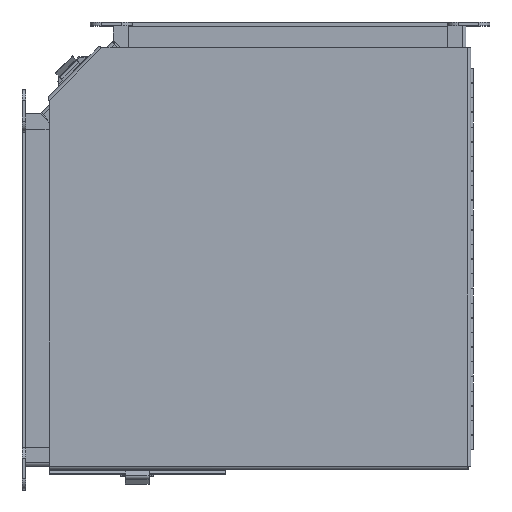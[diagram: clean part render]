
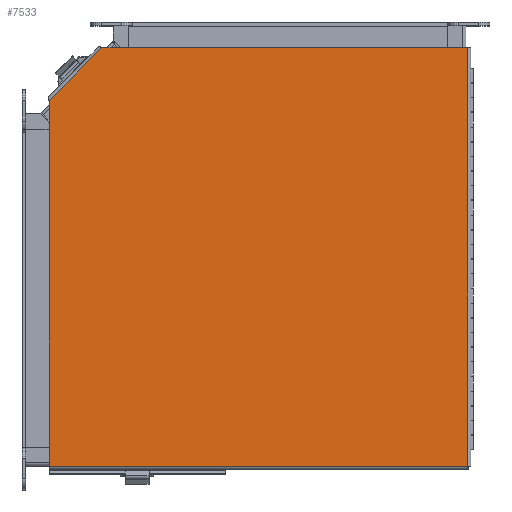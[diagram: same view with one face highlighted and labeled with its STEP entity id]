
A CAD part, top view. The second image highlights one B-rep face of the part: STEP entity #7533.
In plain terms, the highlighted face is planar.
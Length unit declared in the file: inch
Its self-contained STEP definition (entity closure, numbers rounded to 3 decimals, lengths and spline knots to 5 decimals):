
#372=PLANE('',#7991);
#667=FACE_OUTER_BOUND('',#1084,.T.);
#1084=EDGE_LOOP('',(#5430,#5431,#5432,#5433,#5434));
#1970=LINE('',#11425,#2724);
#1971=LINE('',#11427,#2725);
#1972=LINE('',#11429,#2726);
#1973=LINE('',#11431,#2727);
#1974=LINE('',#11432,#2728);
#2724=VECTOR('',#8997,2.54756);
#2725=VECTOR('',#8998,12.46835);
#2726=VECTOR('',#8999,14.26975);
#2727=VECTOR('',#9000,14.26975);
#2728=VECTOR('',#9001,12.46835);
#3420=VERTEX_POINT('',#11423);
#3421=VERTEX_POINT('',#11424);
#3422=VERTEX_POINT('',#11426);
#3423=VERTEX_POINT('',#11428);
#3424=VERTEX_POINT('',#11430);
#4200=EDGE_CURVE('',#3420,#3421,#1970,.T.);
#4201=EDGE_CURVE('',#3422,#3421,#1971,.T.);
#4202=EDGE_CURVE('',#3422,#3423,#1972,.T.);
#4203=EDGE_CURVE('',#3423,#3424,#1973,.T.);
#4204=EDGE_CURVE('',#3420,#3424,#1974,.T.);
#5430=ORIENTED_EDGE('',*,*,#4200,.T.);
#5431=ORIENTED_EDGE('',*,*,#4201,.F.);
#5432=ORIENTED_EDGE('',*,*,#4202,.T.);
#5433=ORIENTED_EDGE('',*,*,#4203,.T.);
#5434=ORIENTED_EDGE('',*,*,#4204,.F.);
#7533=ADVANCED_FACE('',(#667),#372,.T.);
#7991=AXIS2_PLACEMENT_3D('',#11422,#8995,#8996);
#8995=DIRECTION('center_axis',(-0.242,-0.242,0.94));
#8996=DIRECTION('ref_axis',(0.97,-0.03,0.242));
#8997=DIRECTION('',(0.707,-0.707,0.));
#8998=DIRECTION('',(-0.97,0.03,-0.242));
#8999=DIRECTION('',(-0.03,0.97,0.242));
#9000=DIRECTION('',(-0.97,0.03,-0.242));
#9001=DIRECTION('',(-0.03,0.97,0.242));
#11422=CARTESIAN_POINT('Origin',(-0.85688,-0.85688,3.71628));
#11423=CARTESIAN_POINT('',(-7.66524,-5.86384,0.67542));
#11424=CARTESIAN_POINT('',(-5.86384,-7.66524,0.67542));
#11425=CARTESIAN_POINT('',(-6.31419,-7.21489,0.67542));
#11426=CARTESIAN_POINT('',(6.22855,-8.0412,3.69083));
#11427=CARTESIAN_POINT('',(-7.61092,-7.61092,0.23976));
#11428=CARTESIAN_POINT('',(5.79826,5.79826,7.14189));
#11429=CARTESIAN_POINT('',(6.12018,-4.55582,4.55996));
#11430=CARTESIAN_POINT('',(-8.0412,6.22855,3.69083));
#11431=CARTESIAN_POINT('',(2.36391,5.90504,6.28549));
#11432=CARTESIAN_POINT('',(-8.04438,6.33062,3.71628));
